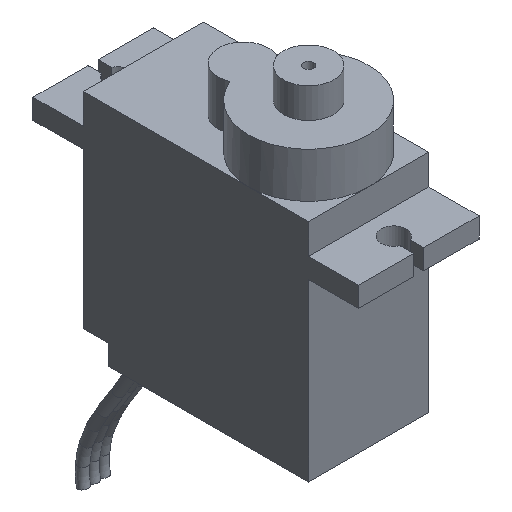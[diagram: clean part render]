
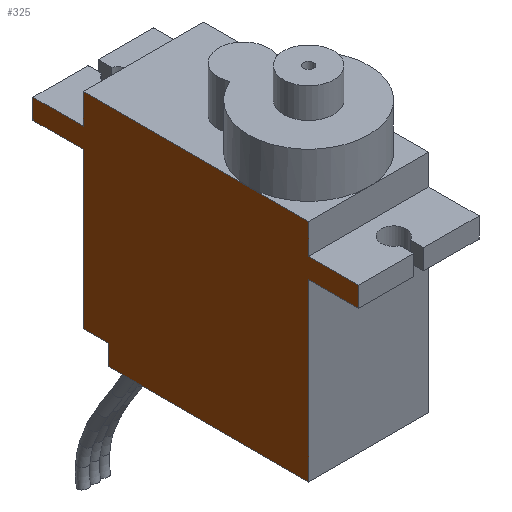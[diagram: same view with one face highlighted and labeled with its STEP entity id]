
A CAD part, isometric view. The second image highlights one B-rep face of the part: STEP entity #325.
In plain terms, the highlighted planar face has unit normal (-1, 0, 0).
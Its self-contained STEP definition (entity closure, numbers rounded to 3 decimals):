
#325=ADVANCED_FACE('',(#478),#418,.F.);
#418=PLANE('',#1679);
#478=FACE_OUTER_BOUND('',#542,.T.);
#542=EDGE_LOOP('',(#692,#693,#694,#695,#696,#697,#698,#699,#700,#701,#702,
#703,#704,#705,#706));
#692=ORIENTED_EDGE('',*,*,#1199,.T.);
#693=ORIENTED_EDGE('',*,*,#1200,.F.);
#694=ORIENTED_EDGE('',*,*,#1201,.T.);
#695=ORIENTED_EDGE('',*,*,#1202,.F.);
#696=ORIENTED_EDGE('',*,*,#1203,.T.);
#697=ORIENTED_EDGE('',*,*,#1185,.F.);
#698=ORIENTED_EDGE('',*,*,#1182,.F.);
#699=ORIENTED_EDGE('',*,*,#1180,.T.);
#700=ORIENTED_EDGE('',*,*,#1204,.F.);
#701=ORIENTED_EDGE('',*,*,#1205,.F.);
#702=ORIENTED_EDGE('',*,*,#1206,.F.);
#703=ORIENTED_EDGE('',*,*,#1207,.F.);
#704=ORIENTED_EDGE('',*,*,#1208,.F.);
#705=ORIENTED_EDGE('',*,*,#1209,.F.);
#706=ORIENTED_EDGE('',*,*,#1198,.F.);
#1042=VERTEX_POINT('',#2263);
#1044=VERTEX_POINT('',#2267);
#1046=VERTEX_POINT('',#2273);
#1048=VERTEX_POINT('',#2279);
#1055=VERTEX_POINT('',#2298);
#1057=VERTEX_POINT('',#2304);
#1058=VERTEX_POINT('',#2308);
#1059=VERTEX_POINT('',#2310);
#1060=VERTEX_POINT('',#2312);
#1061=VERTEX_POINT('',#2314);
#1062=VERTEX_POINT('',#2317);
#1063=VERTEX_POINT('',#2319);
#1064=VERTEX_POINT('',#2321);
#1065=VERTEX_POINT('',#2323);
#1066=VERTEX_POINT('',#2325);
#1180=EDGE_CURVE('',#1042,#1044,#1398,.T.);
#1182=EDGE_CURVE('',#1042,#1046,#1400,.T.);
#1185=EDGE_CURVE('',#1046,#1048,#1403,.T.);
#1198=EDGE_CURVE('',#1057,#1055,#1409,.T.);
#1199=EDGE_CURVE('',#1057,#1058,#1410,.T.);
#1200=EDGE_CURVE('',#1059,#1058,#1411,.T.);
#1201=EDGE_CURVE('',#1059,#1060,#1412,.T.);
#1202=EDGE_CURVE('',#1061,#1060,#1413,.T.);
#1203=EDGE_CURVE('',#1061,#1048,#1414,.T.);
#1204=EDGE_CURVE('',#1062,#1044,#1415,.T.);
#1205=EDGE_CURVE('',#1063,#1062,#1416,.T.);
#1206=EDGE_CURVE('',#1064,#1063,#1417,.T.);
#1207=EDGE_CURVE('',#1065,#1064,#1418,.T.);
#1208=EDGE_CURVE('',#1066,#1065,#1419,.T.);
#1209=EDGE_CURVE('',#1055,#1066,#1420,.T.);
#1398=LINE('',#2268,#1533);
#1400=LINE('',#2272,#1535);
#1403=LINE('',#2278,#1538);
#1409=LINE('',#2305,#1544);
#1410=LINE('',#2307,#1545);
#1411=LINE('',#2309,#1546);
#1412=LINE('',#2311,#1547);
#1413=LINE('',#2313,#1548);
#1414=LINE('',#2315,#1549);
#1415=LINE('',#2316,#1550);
#1416=LINE('',#2318,#1551);
#1417=LINE('',#2320,#1552);
#1418=LINE('',#2322,#1553);
#1419=LINE('',#2324,#1554);
#1420=LINE('',#2326,#1555);
#1533=VECTOR('',#1822,1.);
#1535=VECTOR('',#1826,1.);
#1538=VECTOR('',#1831,1.);
#1544=VECTOR('',#1859,1.);
#1545=VECTOR('',#1862,1.);
#1546=VECTOR('',#1863,1.);
#1547=VECTOR('',#1864,1.);
#1548=VECTOR('',#1865,1.);
#1549=VECTOR('',#1866,1.);
#1550=VECTOR('',#1867,1.);
#1551=VECTOR('',#1868,1.);
#1552=VECTOR('',#1869,1.);
#1553=VECTOR('',#1870,1.);
#1554=VECTOR('',#1871,1.);
#1555=VECTOR('',#1872,1.);
#1679=AXIS2_PLACEMENT_3D('',#2327,#1873,#1874);
#1822=DIRECTION('',(0.,-1.,0.));
#1826=DIRECTION('',(0.,0.,1.));
#1831=DIRECTION('',(0.,1.,0.));
#1859=DIRECTION('',(0.,-1.,0.));
#1862=DIRECTION('',(0.,0.,-1.));
#1863=DIRECTION('',(0.,-1.,0.));
#1864=DIRECTION('',(0.,0.,-1.));
#1865=DIRECTION('',(0.,1.,0.));
#1866=DIRECTION('',(0.,0.,-1.));
#1867=DIRECTION('',(0.,0.,-1.));
#1868=DIRECTION('',(0.,1.,0.));
#1869=DIRECTION('',(0.,0.,-1.));
#1870=DIRECTION('',(0.,-1.,0.));
#1871=DIRECTION('',(0.,0.,-1.));
#1872=DIRECTION('',(0.,-1.,0.));
#1873=DIRECTION('',(1.,0.,0.));
#1874=DIRECTION('',(0.,1.,0.));
#2263=CARTESIAN_POINT('',(-6.,8.75,0.));
#2267=CARTESIAN_POINT('',(-6.,-11.25,0.));
#2268=CARTESIAN_POINT('',(-6.,11.25,0.));
#2272=CARTESIAN_POINT('',(-6.,8.75,22.5));
#2273=CARTESIAN_POINT('',(-6.,8.75,2.));
#2278=CARTESIAN_POINT('',(-6.,11.25,2.));
#2279=CARTESIAN_POINT('',(-6.,11.25,2.));
#2298=CARTESIAN_POINT('',(-6.,-5.25,22.5));
#2304=CARTESIAN_POINT('',(-6.,11.25,22.5));
#2305=CARTESIAN_POINT('',(-6.,11.25,22.5));
#2307=CARTESIAN_POINT('',(-6.,11.25,22.5));
#2308=CARTESIAN_POINT('',(-6.,11.25,19.5));
#2309=CARTESIAN_POINT('',(-6.,11.25,19.5));
#2310=CARTESIAN_POINT('',(-6.,16.25,19.5));
#2311=CARTESIAN_POINT('',(-6.,16.25,22.5));
#2312=CARTESIAN_POINT('',(-6.,16.25,17.5));
#2313=CARTESIAN_POINT('',(-6.,11.25,17.5));
#2314=CARTESIAN_POINT('',(-6.,11.25,17.5));
#2315=CARTESIAN_POINT('',(-6.,11.25,22.5));
#2316=CARTESIAN_POINT('',(-6.,-11.25,22.5));
#2317=CARTESIAN_POINT('',(-6.,-11.25,17.5));
#2318=CARTESIAN_POINT('',(-6.,11.25,17.5));
#2319=CARTESIAN_POINT('',(-6.,-16.25,17.5));
#2320=CARTESIAN_POINT('',(-6.,-16.25,22.5));
#2321=CARTESIAN_POINT('',(-6.,-16.25,19.5));
#2322=CARTESIAN_POINT('',(-6.,11.25,19.5));
#2323=CARTESIAN_POINT('',(-6.,-11.25,19.5));
#2324=CARTESIAN_POINT('',(-6.,-11.25,22.5));
#2325=CARTESIAN_POINT('',(-6.,-11.25,22.5));
#2326=CARTESIAN_POINT('',(-6.,11.25,22.5));
#2327=CARTESIAN_POINT('',(-6.,11.25,22.5));
